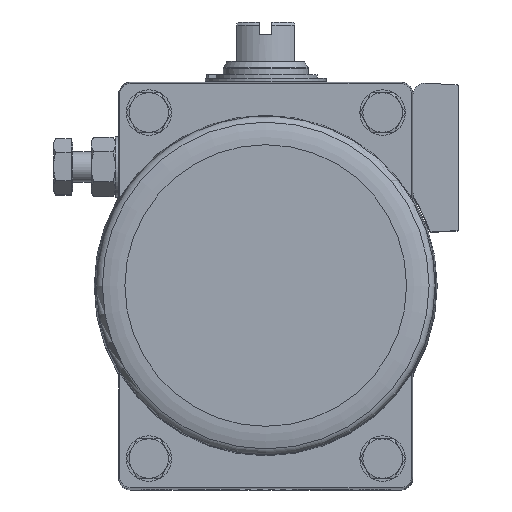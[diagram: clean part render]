
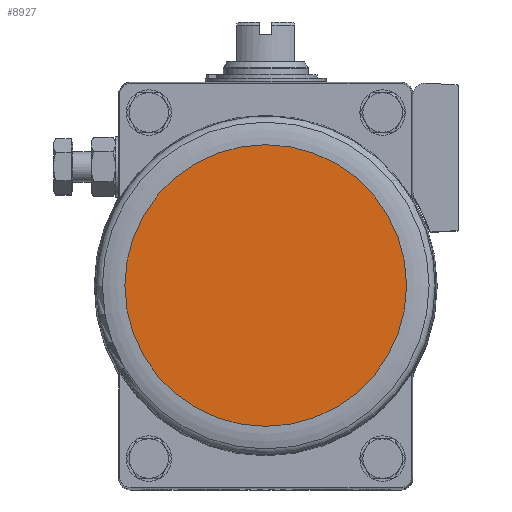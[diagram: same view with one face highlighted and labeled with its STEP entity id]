
A CAD part, top view. The second image highlights one B-rep face of the part: STEP entity #8927.
In plain terms, the highlighted planar face has unit normal (0, 0, 1).
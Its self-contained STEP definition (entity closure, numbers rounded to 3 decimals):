
#3110=ORIENTED_EDGE('',*,*,#4862,.T.);
#4862=EDGE_CURVE('',#5874,#5874,#6468,.T.);
#5874=VERTEX_POINT('',#14927);
#6468=CIRCLE('',#9860,46.4);
#7144=EDGE_LOOP('',(#3110));
#7957=FACE_BOUND('',#7144,.T.);
#8447=PLANE('',#9861);
#8927=ADVANCED_FACE('',(#7957),#8447,.F.);
#9860=AXIS2_PLACEMENT_3D('',#14926,#11895,#11896);
#9861=AXIS2_PLACEMENT_3D('',#14928,#11897,#11898);
#11895=DIRECTION('',(0.,0.,1.));
#11896=DIRECTION('',(1.,0.,0.));
#11897=DIRECTION('',(0.,0.,-1.));
#11898=DIRECTION('',(-1.,0.,0.));
#14926=CARTESIAN_POINT('',(0.,0.,115.45));
#14927=CARTESIAN_POINT('',(46.4,0.,115.45));
#14928=CARTESIAN_POINT('',(46.4,0.,115.45));
